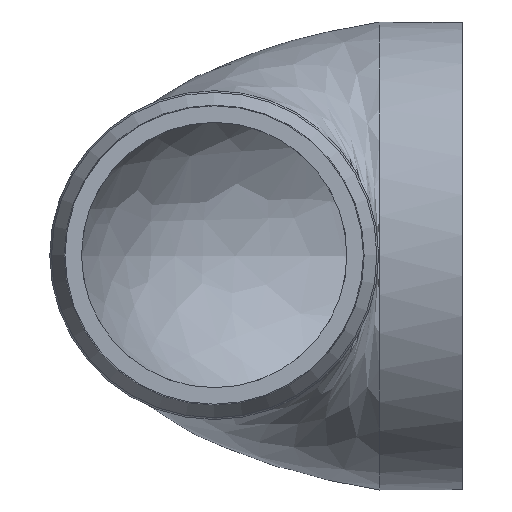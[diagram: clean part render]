
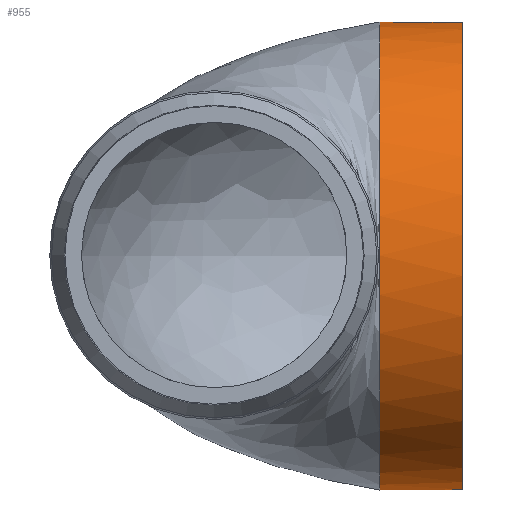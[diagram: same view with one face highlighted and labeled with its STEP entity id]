
A CAD part, top view. The second image highlights one B-rep face of the part: STEP entity #955.
In plain terms, the highlighted cylindrical face has radius 17 mm (diameter 34 mm), a partial arc.
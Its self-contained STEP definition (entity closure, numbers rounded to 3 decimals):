
#36=CYLINDRICAL_SURFACE('',#1040,17.);
#117=FACE_OUTER_BOUND('',#171,.T.);
#171=EDGE_LOOP('',(#718,#719,#720,#721,#722,#723,#724));
#220=LINE('',#1938,#284);
#226=LINE('',#1949,#290);
#284=VECTOR('',#1197,10.);
#290=VECTOR('',#1207,10.);
#345=CIRCLE('',#1017,17.);
#354=CIRCLE('',#1031,17.);
#355=CIRCLE('',#1032,17.);
#357=CIRCLE('',#1036,17.);
#358=CIRCLE('',#1041,17.);
#392=VERTEX_POINT('',#1520);
#396=VERTEX_POINT('',#1572);
#397=VERTEX_POINT('',#1603);
#406=VERTEX_POINT('',#1751);
#413=VERTEX_POINT('',#1933);
#414=VERTEX_POINT('',#1937);
#417=VERTEX_POINT('',#1947);
#499=EDGE_CURVE('',#392,#397,#345,.T.);
#513=EDGE_CURVE('',#396,#406,#354,.T.);
#514=EDGE_CURVE('',#406,#392,#355,.T.);
#524=EDGE_CURVE('',#413,#396,#357,.T.);
#525=EDGE_CURVE('',#414,#397,#220,.T.);
#531=EDGE_CURVE('',#417,#413,#226,.T.);
#532=EDGE_CURVE('',#414,#417,#358,.T.);
#718=ORIENTED_EDGE('',*,*,#531,.F.);
#719=ORIENTED_EDGE('',*,*,#532,.F.);
#720=ORIENTED_EDGE('',*,*,#525,.T.);
#721=ORIENTED_EDGE('',*,*,#499,.F.);
#722=ORIENTED_EDGE('',*,*,#514,.F.);
#723=ORIENTED_EDGE('',*,*,#513,.F.);
#724=ORIENTED_EDGE('',*,*,#524,.F.);
#955=ADVANCED_FACE('',(#117),#36,.T.);
#1017=AXIS2_PLACEMENT_3D('',#1604,#1148,#1149);
#1031=AXIS2_PLACEMENT_3D('',#1752,#1181,#1182);
#1032=AXIS2_PLACEMENT_3D('',#1753,#1183,#1184);
#1036=AXIS2_PLACEMENT_3D('',#1935,#1193,#1194);
#1040=AXIS2_PLACEMENT_3D('',#1950,#1208,#1209);
#1041=AXIS2_PLACEMENT_3D('',#1951,#1210,#1211);
#1148=DIRECTION('center_axis',(-1.,0.,0.));
#1149=DIRECTION('ref_axis',(0.,0.,1.));
#1181=DIRECTION('center_axis',(-1.,0.,0.));
#1182=DIRECTION('ref_axis',(0.,0.,1.));
#1183=DIRECTION('center_axis',(-1.,0.,0.));
#1184=DIRECTION('ref_axis',(0.,0.,1.));
#1193=DIRECTION('center_axis',(-1.,0.,0.));
#1194=DIRECTION('ref_axis',(0.,0.,1.));
#1197=DIRECTION('',(-1.,0.,0.));
#1207=DIRECTION('',(-1.,0.,0.));
#1208=DIRECTION('center_axis',(-1.,0.,0.));
#1209=DIRECTION('ref_axis',(0.,0.,1.));
#1210=DIRECTION('center_axis',(1.,0.,0.));
#1211=DIRECTION('ref_axis',(0.,0.,1.));
#1520=CARTESIAN_POINT('',(12.,13.742,-10.));
#1572=CARTESIAN_POINT('',(12.,-13.754,-10.));
#1603=CARTESIAN_POINT('',(12.,12.015,-12.021));
#1604=CARTESIAN_POINT('Origin',(12.,-0.006,0.));
#1751=CARTESIAN_POINT('',(12.,0.006,17.));
#1752=CARTESIAN_POINT('Origin',(12.,-0.006,0.));
#1753=CARTESIAN_POINT('Origin',(12.,-0.006,0.));
#1933=CARTESIAN_POINT('',(12.,-12.027,-12.021));
#1935=CARTESIAN_POINT('Origin',(12.,-0.006,0.));
#1937=CARTESIAN_POINT('',(18.,12.015,-12.021));
#1938=CARTESIAN_POINT('',(18.,12.015,-12.021));
#1947=CARTESIAN_POINT('',(18.,-12.027,-12.021));
#1949=CARTESIAN_POINT('',(18.,-12.027,-12.021));
#1950=CARTESIAN_POINT('Origin',(18.,-0.006,0.));
#1951=CARTESIAN_POINT('Origin',(18.,-0.006,0.));
